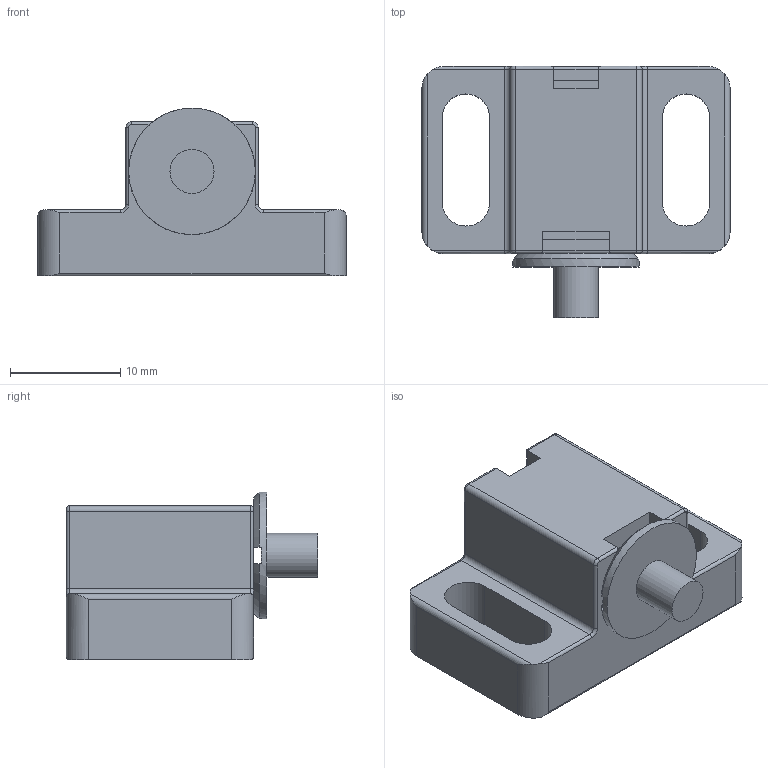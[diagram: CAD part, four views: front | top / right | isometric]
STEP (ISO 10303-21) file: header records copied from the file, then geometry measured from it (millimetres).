
FILE_DESCRIPTION(('STEP AP203'),'1');
FILE_NAME('SAFE05E1005.stp','2023-10-09T14:46:40',(' '),(' '),'Spatial InterOp 3D',' ',' ');
FILE_SCHEMA(('CONFIG_CONTROL_DESIGN'));
Length unit declared in the file: millimetre
Products named in the file (4): Aimant 5 PA; Aimant a visser; Magnet; Aimant
Assembly tree (3 placements, depth 2):
  Aimant 5 PA
    Aimant a visser
    Magnet
    Aimant
Bounding box: 28 x 22.82 x 15.25 mm (x, y, z)
Volume: 2736.8 mm3; surface area: 3254.6 mm2
Topology: 3 solids, 3 shells, 98 faces, 258 edges, 164 vertices
Faces by surface type: plane 52, cylinder 36, torus 8, cone 2
Full cylindrical faces by diameter (mm): 4 x1, 11.5 x1
Entity records: 3606 total; most frequent: CARTESIAN_POINT 600, ORIENTED_EDGE 510, DIRECTION 508, EDGE_CURVE 255, LINE 174, VECTOR 174, AXIS2_PLACEMENT_3D 167, VERTEX_POINT 163
